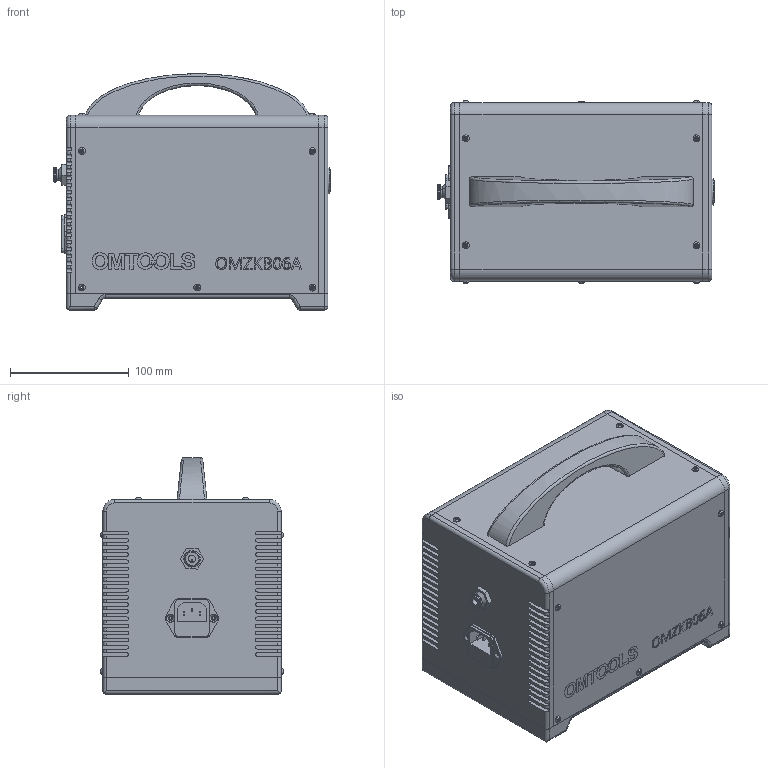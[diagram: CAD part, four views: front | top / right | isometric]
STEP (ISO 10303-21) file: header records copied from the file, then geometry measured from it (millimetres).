
FILE_DESCRIPTION (( 'STEP AP214' ), '1' );
FILE_NAME ('OMZKB06A 淩諾掙.STEP', '2022-02-10T09:34:44', ( 'User' ), ( 'Microsoft' ), 'SwSTEP 2.0', 'SolidWorks 2018', '' );
FILE_SCHEMA (( 'AUTOMOTIVE_DESIGN' ));
Length unit declared in the file: millimetre
Products named in the file (1): OMZKB06A 淩諾掙
Bounding box: 232.68 x 153.3 x 198.94 mm (x, y, z)
Surface area: 239147.9 mm2 (no closed solid volume)
Topology: 0 solids, 42 shells, 568 faces, 2063 edges, 1506 vertices
Faces by surface type: plane 316, cylinder 161, torus 40, cone 30, bspline 15, sphere 6
Entity records: 31014 total; most frequent: CARTESIAN_POINT 7729, DIRECTION 3393, ORIENTED_EDGE 3243, EDGE_CURVE 2039, VERTEX_POINT 1506, LINE 1241, VECTOR 1241, AXIS2_PLACEMENT_3D 1076
